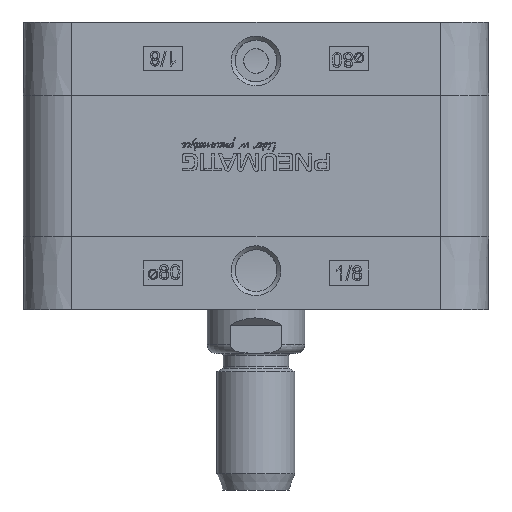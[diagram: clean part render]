
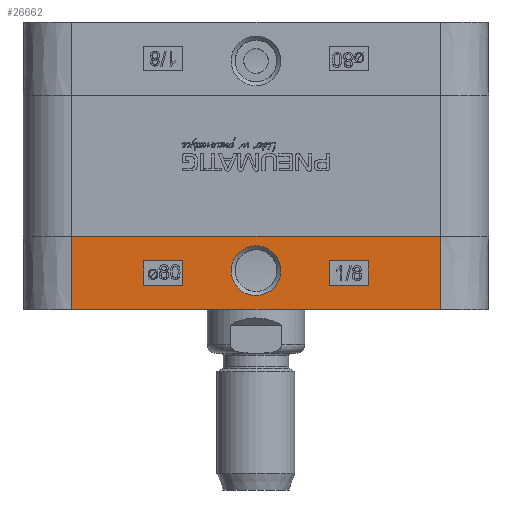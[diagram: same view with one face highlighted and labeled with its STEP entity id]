
A CAD part, left-side view. The second image highlights one B-rep face of the part: STEP entity #26662.
In plain terms, the highlighted planar face has unit normal (-1, 0, -0.009).
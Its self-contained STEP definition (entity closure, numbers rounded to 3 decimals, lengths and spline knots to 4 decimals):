
#1316=LINE($,#36280,#3355);
#1359=LINE($,#36435,#3398);
#1572=LINE($,#38076,#3611);
#1574=LINE($,#38080,#3613);
#1576=LINE($,#38084,#3615);
#1578=LINE($,#38087,#3617);
#1580=LINE($,#38093,#3619);
#1582=LINE($,#38097,#3621);
#1584=LINE($,#38101,#3623);
#1586=LINE($,#38104,#3625);
#1588=LINE($,#38245,#3627);
#1589=LINE($,#38246,#3628);
#3355=VECTOR($,#30372,7.55);
#3398=VECTOR($,#30489,7.55);
#3611=VECTOR($,#31048,0.5);
#3613=VECTOR($,#31052,0.8);
#3615=VECTOR($,#31056,0.5);
#3617=VECTOR($,#31060,0.8);
#3619=VECTOR($,#31066,0.5);
#3621=VECTOR($,#31070,0.8);
#3623=VECTOR($,#31074,0.5);
#3625=VECTOR($,#31078,0.8);
#3627=VECTOR($,#31086,1.5001);
#3628=VECTOR($,#31087,1.5001);
#5213=PLANE($,#28420);
#5640=FACE_BOUND($,#8276,.T.);
#5641=FACE_BOUND($,#8277,.T.);
#5642=FACE_BOUND($,#8278,.T.);
#6595=FACE_OUTER_BOUND($,#8275,.T.);
#8275=EDGE_LOOP($,(#20195,#20196,#20197,#20198));
#8276=EDGE_LOOP($,(#20199,#20200,#20201,#20202));
#8277=EDGE_LOOP($,(#20203,#20204,#20205,#20206));
#8278=EDGE_LOOP($,(#20207));
#9680=B_SPLINE_CURVE_WITH_KNOTS($,3,(#38185,#38186,#38187,#38188,#38189,
#38190,#38191,#38192,#38193,#38194,#38195,#38196,#38197,#38198,#38199,#38200,
#38201,#38202,#38203,#38204,#38205,#38206,#38207,#38208,#38209,#38210,#38211,
#38212,#38213,#38214,#38215,#38216,#38217,#38218,#38219,#38220,#38221,#38222,
#38223,#38224,#38225,#38226,#38227,#38228,#38229,#38230,#38231,#38232,#38233,
#38234,#38235,#38236,#38237,#38238,#38239,#38240,#38241,#38242),
 .UNSPECIFIED.,.T.,.F.,(4,3,3,3,3,3,3,3,3,3,3,3,3,3,3,3,3,3,3,4),(0.,0.2239,
0.393,0.6036,0.7839,1.1305,1.3102,
1.5052,1.6832,1.6934,1.8566,2.0624,
2.1556,2.3474,2.4903,2.7937,2.8158,
3.0586,3.311,3.5407),.UNSPECIFIED.);
#11573=VERTEX_POINT($,#36277);
#11574=VERTEX_POINT($,#36279);
#11648=VERTEX_POINT($,#36432);
#11649=VERTEX_POINT($,#36434);
#11963=VERTEX_POINT($,#38073);
#11964=VERTEX_POINT($,#38075);
#11965=VERTEX_POINT($,#38079);
#11966=VERTEX_POINT($,#38083);
#11967=VERTEX_POINT($,#38090);
#11968=VERTEX_POINT($,#38092);
#11969=VERTEX_POINT($,#38096);
#11970=VERTEX_POINT($,#38100);
#11971=VERTEX_POINT($,#38154);
#14534=EDGE_CURVE($,#11574,#11573,#1316,.T.);
#14609=EDGE_CURVE($,#11649,#11648,#1359,.T.);
#15026=EDGE_CURVE($,#11964,#11963,#1572,.T.);
#15028=EDGE_CURVE($,#11965,#11964,#1574,.T.);
#15030=EDGE_CURVE($,#11966,#11965,#1576,.T.);
#15032=EDGE_CURVE($,#11963,#11966,#1578,.T.);
#15034=EDGE_CURVE($,#11968,#11967,#1580,.T.);
#15036=EDGE_CURVE($,#11969,#11968,#1582,.T.);
#15038=EDGE_CURVE($,#11970,#11969,#1584,.T.);
#15040=EDGE_CURVE($,#11967,#11970,#1586,.T.);
#15043=EDGE_CURVE($,#11971,#11971,#9680,.T.);
#15044=EDGE_CURVE($,#11648,#11574,#1588,.T.);
#15045=EDGE_CURVE($,#11649,#11573,#1589,.T.);
#20195=ORIENTED_EDGE($,*,*,#14609,.T.);
#20196=ORIENTED_EDGE($,*,*,#15044,.T.);
#20197=ORIENTED_EDGE($,*,*,#14534,.T.);
#20198=ORIENTED_EDGE($,*,*,#15045,.F.);
#20199=ORIENTED_EDGE($,*,*,#15026,.T.);
#20200=ORIENTED_EDGE($,*,*,#15032,.T.);
#20201=ORIENTED_EDGE($,*,*,#15030,.T.);
#20202=ORIENTED_EDGE($,*,*,#15028,.T.);
#20203=ORIENTED_EDGE($,*,*,#15034,.T.);
#20204=ORIENTED_EDGE($,*,*,#15040,.T.);
#20205=ORIENTED_EDGE($,*,*,#15038,.T.);
#20206=ORIENTED_EDGE($,*,*,#15036,.T.);
#20207=ORIENTED_EDGE($,*,*,#15043,.F.);
#26662=ADVANCED_FACE($,(#6595,#5640,#5641,#5642),#5213,.T.);
#28420=AXIS2_PLACEMENT_3D($,#38244,#31084,#31085);
#30372=DIRECTION($,(0.,-1.,0.));
#30489=DIRECTION($,(0.,1.,0.));
#31048=DIRECTION($,(-0.009,0.,1.));
#31052=DIRECTION($,(0.,1.,0.));
#31056=DIRECTION($,(0.009,0.,-1.));
#31060=DIRECTION($,(0.,-1.,0.));
#31066=DIRECTION($,(-0.009,0.,1.));
#31070=DIRECTION($,(0.,1.,0.));
#31074=DIRECTION($,(0.009,0.,-1.));
#31078=DIRECTION($,(0.,-1.,0.));
#31084=DIRECTION('center_axis',(-1.,0.,
-0.009));
#31085=DIRECTION('ref_axis',(-0.009,0.,
1.));
#31086=DIRECTION($,(0.009,0.,-1.));
#31087=DIRECTION($,(0.009,0.,-1.));
#36277=CARTESIAN_POINT('',(-4.7619,-3.775,-4.2));
#36279=CARTESIAN_POINT('',(-4.7619,3.775,-4.2));
#36280=CARTESIAN_POINT($,(-4.7619,3.775,-4.2));
#36432=CARTESIAN_POINT('',(-4.775,3.775,-2.7));
#36434=CARTESIAN_POINT('',(-4.775,-3.775,-2.7));
#36435=CARTESIAN_POINT($,(-4.775,-3.775,-2.7));
#38073=CARTESIAN_POINT('',(-4.7706,-1.5,-3.2));
#38075=CARTESIAN_POINT('',(-4.7663,-1.5,-3.7));
#38076=CARTESIAN_POINT($,(-4.7663,-1.5,-3.7));
#38079=CARTESIAN_POINT('',(-4.7663,-2.3,-3.7));
#38080=CARTESIAN_POINT($,(-4.7663,-2.3,-3.7));
#38083=CARTESIAN_POINT('',(-4.7706,-2.3,-3.2));
#38084=CARTESIAN_POINT($,(-4.7706,-2.3,-3.2));
#38087=CARTESIAN_POINT($,(-4.7706,-1.5,-3.2));
#38090=CARTESIAN_POINT('',(-4.7706,2.3,-3.2));
#38092=CARTESIAN_POINT('',(-4.7663,2.3,-3.7));
#38093=CARTESIAN_POINT($,(-4.7663,2.3,-3.7));
#38096=CARTESIAN_POINT('',(-4.7663,1.5,-3.7));
#38097=CARTESIAN_POINT($,(-4.7663,1.5,-3.7));
#38100=CARTESIAN_POINT('',(-4.7706,1.5,-3.2));
#38101=CARTESIAN_POINT($,(-4.7706,1.5,-3.2));
#38104=CARTESIAN_POINT($,(-4.7706,2.3,-3.2));
#38154=CARTESIAN_POINT('',(-4.7733,0.0003,-2.8914));
#38185=CARTESIAN_POINT('Ctrl Pts',(-4.7645,0.0001,
-3.9089));
#38186=CARTESIAN_POINT('Ctrl Pts',(-4.7644,-0.0746,
-3.909));
#38187=CARTESIAN_POINT('Ctrl Pts',(-4.7646,-0.1532,
-3.8924));
#38188=CARTESIAN_POINT('Ctrl Pts',(-4.7649,-0.2214,
-3.8599));
#38189=CARTESIAN_POINT('Ctrl Pts',(-4.7651,-0.2728,
-3.8353));
#38190=CARTESIAN_POINT('Ctrl Pts',(-4.7654,-0.3143,
-3.8043));
#38191=CARTESIAN_POINT('Ctrl Pts',(-4.7656,-0.3466,
-3.7741));
#38192=CARTESIAN_POINT('Ctrl Pts',(-4.766,-0.3868,
-3.7366));
#38193=CARTESIAN_POINT('Ctrl Pts',(-4.7663,-0.4195,
-3.6946));
#38194=CARTESIAN_POINT('Ctrl Pts',(-4.7667,-0.4462,
-3.6465));
#38195=CARTESIAN_POINT('Ctrl Pts',(-4.7671,-0.4691,
-3.6053));
#38196=CARTESIAN_POINT('Ctrl Pts',(-4.7675,-0.4865,
-3.5606));
#38197=CARTESIAN_POINT('Ctrl Pts',(-4.7679,-0.497,
-3.5142));
#38198=CARTESIAN_POINT('Ctrl Pts',(-4.7687,-0.5171,
-3.4249));
#38199=CARTESIAN_POINT('Ctrl Pts',(-4.7695,-0.5121,
-3.3255));
#38200=CARTESIAN_POINT('Ctrl Pts',(-4.7704,-0.4799,
-3.2325));
#38201=CARTESIAN_POINT('Ctrl Pts',(-4.7708,-0.4632,
-3.1843));
#38202=CARTESIAN_POINT('Ctrl Pts',(-4.7712,-0.4388,
-3.134));
#38203=CARTESIAN_POINT('Ctrl Pts',(-4.7717,-0.3983,
-3.0833));
#38204=CARTESIAN_POINT('Ctrl Pts',(-4.7721,-0.3544,
-3.0282));
#38205=CARTESIAN_POINT('Ctrl Pts',(-4.7726,-0.292,
-2.9776));
#38206=CARTESIAN_POINT('Ctrl Pts',(-4.7729,-0.2221,
-2.9436));
#38207=CARTESIAN_POINT('Ctrl Pts',(-4.7731,-0.1581,
-2.9126));
#38208=CARTESIAN_POINT('Ctrl Pts',(-4.7733,-0.0858,
-2.8934));
#38209=CARTESIAN_POINT('Ctrl Pts',(-4.7733,-0.0122,
-2.8915));
#38210=CARTESIAN_POINT('Ctrl Pts',(-4.7733,-0.008,
-2.8914));
#38211=CARTESIAN_POINT('Ctrl Pts',(-4.7733,-0.0038,
-2.8914));
#38212=CARTESIAN_POINT('Ctrl Pts',(-4.7733,0.0003,
-2.8914));
#38213=CARTESIAN_POINT('Ctrl Pts',(-4.7733,0.0669,
-2.8914));
#38214=CARTESIAN_POINT('Ctrl Pts',(-4.7732,0.1246,-2.905));
#38215=CARTESIAN_POINT('Ctrl Pts',(-4.7731,0.1724,-2.9224));
#38216=CARTESIAN_POINT('Ctrl Pts',(-4.7729,0.2326,
-2.9444));
#38217=CARTESIAN_POINT('Ctrl Pts',(-4.7726,0.2902,
-2.9779));
#38218=CARTESIAN_POINT('Ctrl Pts',(-4.7722,0.3401,
-3.022));
#38219=CARTESIAN_POINT('Ctrl Pts',(-4.772,0.3627,-3.042));
#38220=CARTESIAN_POINT('Ctrl Pts',(-4.7718,0.3822,
-3.0627));
#38221=CARTESIAN_POINT('Ctrl Pts',(-4.7717,0.3986,
-3.0833));
#38222=CARTESIAN_POINT('Ctrl Pts',(-4.7713,0.4325,-3.1255));
#38223=CARTESIAN_POINT('Ctrl Pts',(-4.771,0.453,
-3.164));
#38224=CARTESIAN_POINT('Ctrl Pts',(-4.7706,0.4687,
-3.2011));
#38225=CARTESIAN_POINT('Ctrl Pts',(-4.7704,0.4804,
-3.2287));
#38226=CARTESIAN_POINT('Ctrl Pts',(-4.7701,0.4898,
-3.2576));
#38227=CARTESIAN_POINT('Ctrl Pts',(-4.7699,0.4966,
-3.2874));
#38228=CARTESIAN_POINT('Ctrl Pts',(-4.7693,0.5111,-3.3506));
#38229=CARTESIAN_POINT('Ctrl Pts',(-4.7688,0.5162,
-3.416));
#38230=CARTESIAN_POINT('Ctrl Pts',(-4.7681,0.5009,
-3.4962));
#38231=CARTESIAN_POINT('Ctrl Pts',(-4.768,0.4997,
-3.502));
#38232=CARTESIAN_POINT('Ctrl Pts',(-4.7679,0.4985,
-3.508));
#38233=CARTESIAN_POINT('Ctrl Pts',(-4.7679,0.4971,
-3.5139));
#38234=CARTESIAN_POINT('Ctrl Pts',(-4.7673,0.482,-3.5793));
#38235=CARTESIAN_POINT('Ctrl Pts',(-4.7667,0.4496,
-3.6496));
#38236=CARTESIAN_POINT('Ctrl Pts',(-4.7662,0.404,
-3.709));
#38237=CARTESIAN_POINT('Ctrl Pts',(-4.7657,0.3566,-3.7707));
#38238=CARTESIAN_POINT('Ctrl Pts',(-4.7652,0.2944,
-3.8239));
#38239=CARTESIAN_POINT('Ctrl Pts',(-4.7649,0.2208,-3.8594));
#38240=CARTESIAN_POINT('Ctrl Pts',(-4.7646,0.1538,
-3.8916));
#38241=CARTESIAN_POINT('Ctrl Pts',(-4.7645,0.0767,
-3.9088));
#38242=CARTESIAN_POINT('Ctrl Pts',(-4.7645,0.0001,
-3.9089));
#38244=CARTESIAN_POINT('Origin',(-4.775,0.,-2.7));
#38245=CARTESIAN_POINT($,(-4.775,3.775,-2.7));
#38246=CARTESIAN_POINT($,(-4.775,-3.775,-2.7));
